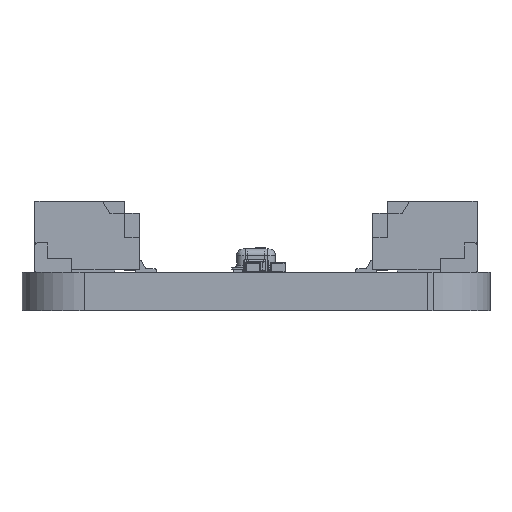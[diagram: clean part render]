
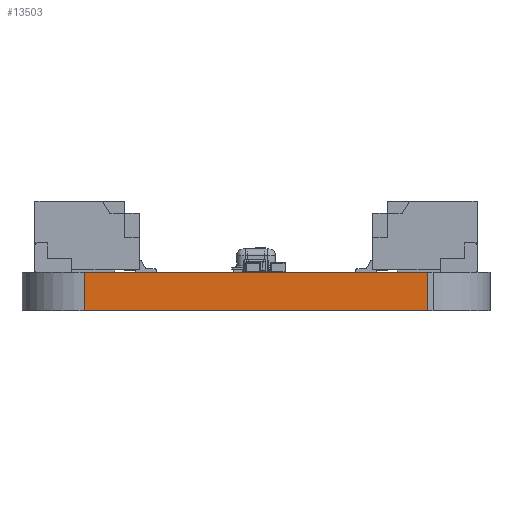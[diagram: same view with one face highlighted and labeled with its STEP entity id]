
A CAD part, front view. The second image highlights one B-rep face of the part: STEP entity #13503.
In plain terms, the highlighted planar face has unit normal (0, -1, 0).
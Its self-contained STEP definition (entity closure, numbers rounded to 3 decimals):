
#1083=PLANE('',#14480);
#1574=FACE_OUTER_BOUND('',#2313,.T.);
#2313=EDGE_LOOP('',(#9614,#9615,#9616,#9617));
#3162=LINE('',#19133,#4570);
#3163=LINE('',#19136,#4571);
#3164=LINE('',#19138,#4572);
#3165=LINE('',#19139,#4573);
#4570=VECTOR('',#15691,10.);
#4571=VECTOR('',#15694,10.);
#4572=VECTOR('',#15695,10.);
#4573=VECTOR('',#15696,10.);
#6335=VERTEX_POINT('',#19129);
#6336=VERTEX_POINT('',#19131);
#6337=VERTEX_POINT('',#19135);
#6338=VERTEX_POINT('',#19137);
#7631=EDGE_CURVE('',#6335,#6336,#3162,.T.);
#7632=EDGE_CURVE('',#6337,#6335,#3163,.T.);
#7633=EDGE_CURVE('',#6338,#6336,#3164,.T.);
#7634=EDGE_CURVE('',#6337,#6338,#3165,.T.);
#9614=ORIENTED_EDGE('',*,*,#7632,.T.);
#9615=ORIENTED_EDGE('',*,*,#7631,.T.);
#9616=ORIENTED_EDGE('',*,*,#7633,.F.);
#9617=ORIENTED_EDGE('',*,*,#7634,.F.);
#13503=ADVANCED_FACE('',(#1574),#1083,.T.);
#14480=AXIS2_PLACEMENT_3D('',#19134,#15692,#15693);
#15691=DIRECTION('',(0.,0.,1.));
#15692=DIRECTION('center_axis',(0.,-1.,0.));
#15693=DIRECTION('ref_axis',(1.,0.,0.));
#15694=DIRECTION('',(1.,0.,0.));
#15695=DIRECTION('',(1.,0.,0.));
#15696=DIRECTION('',(0.,0.,1.));
#19129=CARTESIAN_POINT('',(6.985,-1.27,0.));
#19131=CARTESIAN_POINT('',(6.985,-1.27,1.57));
#19133=CARTESIAN_POINT('',(6.985,-1.27,0.));
#19134=CARTESIAN_POINT('Origin',(-6.985,-1.27,0.));
#19135=CARTESIAN_POINT('',(-6.985,-1.27,0.));
#19136=CARTESIAN_POINT('',(-6.985,-1.27,0.));
#19137=CARTESIAN_POINT('',(-6.985,-1.27,1.57));
#19138=CARTESIAN_POINT('',(-6.985,-1.27,1.57));
#19139=CARTESIAN_POINT('',(-6.985,-1.27,0.));
